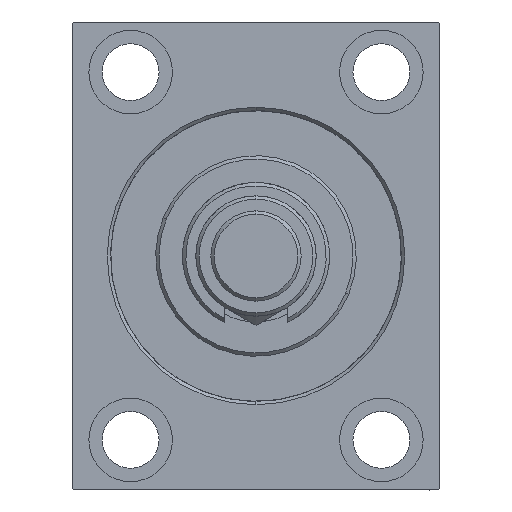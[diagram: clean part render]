
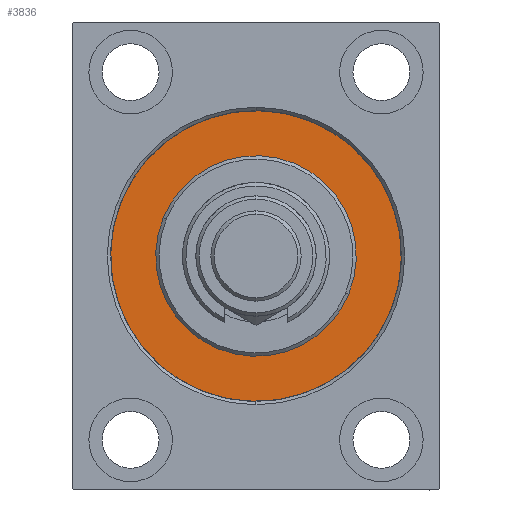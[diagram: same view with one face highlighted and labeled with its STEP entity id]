
A CAD part, left-side view. The second image highlights one B-rep face of the part: STEP entity #3836.
In plain terms, the highlighted face is planar.
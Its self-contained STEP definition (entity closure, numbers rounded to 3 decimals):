
#409 = DIRECTION ( 'NONE',  ( -1., 0., 0. ) ) ;
#1252 = CARTESIAN_POINT ( 'NONE',  ( 0., 0., 43.5 ) ) ;
#2859 = ORIENTED_EDGE ( 'NONE', *, *, #38375, .F. ) ;
#3836 = ADVANCED_FACE ( 'NONE', ( #39524, #25078 ), #21981, .F. ) ;
#3873 = EDGE_CURVE ( 'NONE', #39619, #30883, #37236, .T. ) ;
#4381 = CIRCLE ( 'NONE', #13521, 43.5 ) ;
#8073 = CARTESIAN_POINT ( 'NONE',  ( 0., 0., 0. ) ) ;
#8134 = DIRECTION ( 'NONE',  ( 1., 0., 0. ) ) ;
#9662 = CIRCLE ( 'NONE', #24042, 43.5 ) ;
#11861 = AXIS2_PLACEMENT_3D ( 'NONE', #25688, #8134, #40139 ) ;
#12083 = DIRECTION ( 'NONE',  ( 0., 0., 1. ) ) ;
#12344 = DIRECTION ( 'NONE',  ( -1., 0., 0. ) ) ;
#13521 = AXIS2_PLACEMENT_3D ( 'NONE', #8073, #26999, #12083 ) ;
#14630 = CARTESIAN_POINT ( 'NONE',  ( 0., 0., 0. ) ) ;
#14919 = ORIENTED_EDGE ( 'NONE', *, *, #43979, .F. ) ;
#15273 = AXIS2_PLACEMENT_3D ( 'NONE', #15804, #44269, #34270 ) ;
#15804 = CARTESIAN_POINT ( 'NONE',  ( 0., 0., 0. ) ) ;
#17667 = CARTESIAN_POINT ( 'NONE',  ( 0., 0., -43.5 ) ) ;
#19675 = CARTESIAN_POINT ( 'NONE',  ( 0., 0., 30. ) ) ;
#21370 = VERTEX_POINT ( 'NONE', #17667 ) ;
#21981 = PLANE ( 'NONE',  #43285 ) ;
#22919 = EDGE_CURVE ( 'NONE', #21370, #32783, #9662, .T. ) ;
#24042 = AXIS2_PLACEMENT_3D ( 'NONE', #37940, #12344, #37719 ) ;
#25078 = FACE_OUTER_BOUND ( 'NONE', #38745, .T. ) ;
#25115 = ORIENTED_EDGE ( 'NONE', *, *, #22919, .F. ) ;
#25688 = CARTESIAN_POINT ( 'NONE',  ( 0., 0., 0. ) ) ;
#25788 = CARTESIAN_POINT ( 'NONE',  ( 0., 0., -30. ) ) ;
#26295 = ORIENTED_EDGE ( 'NONE', *, *, #3873, .F. ) ;
#26999 = DIRECTION ( 'NONE',  ( -1., 0., 0. ) ) ;
#30883 = VERTEX_POINT ( 'NONE', #25788 ) ;
#32783 = VERTEX_POINT ( 'NONE', #1252 ) ;
#34270 = DIRECTION ( 'NONE',  ( 0., 0., -1. ) ) ;
#37236 = CIRCLE ( 'NONE', #15273, 30. ) ;
#37719 = DIRECTION ( 'NONE',  ( 0., 0., 1. ) ) ;
#37940 = CARTESIAN_POINT ( 'NONE',  ( 0., 0., 0. ) ) ;
#38375 = EDGE_CURVE ( 'NONE', #30883, #39619, #39118, .T. ) ;
#38745 = EDGE_LOOP ( 'NONE', ( #25115, #14919 ) ) ;
#39118 = CIRCLE ( 'NONE', #11861, 30. ) ;
#39524 = FACE_BOUND ( 'NONE', #41826, .T. ) ;
#39619 = VERTEX_POINT ( 'NONE', #19675 ) ;
#40139 = DIRECTION ( 'NONE',  ( 0., 0., -1. ) ) ;
#41826 = EDGE_LOOP ( 'NONE', ( #26295, #2859 ) ) ;
#43285 = AXIS2_PLACEMENT_3D ( 'NONE', #14630, #409, #44036 ) ;
#43979 = EDGE_CURVE ( 'NONE', #32783, #21370, #4381, .T. ) ;
#44036 = DIRECTION ( 'NONE',  ( 0., 0., 1. ) ) ;
#44269 = DIRECTION ( 'NONE',  ( 1., 0., 0. ) ) ;
